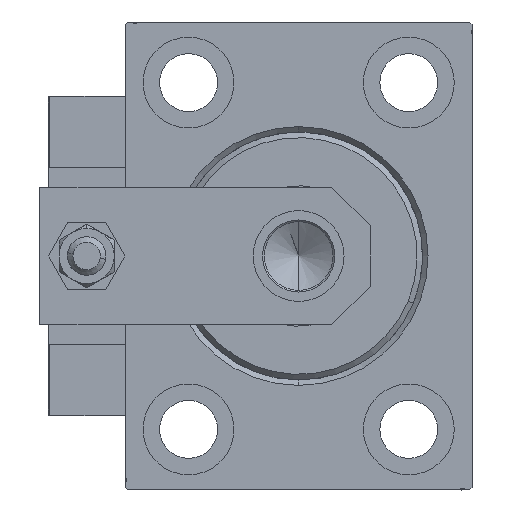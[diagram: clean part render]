
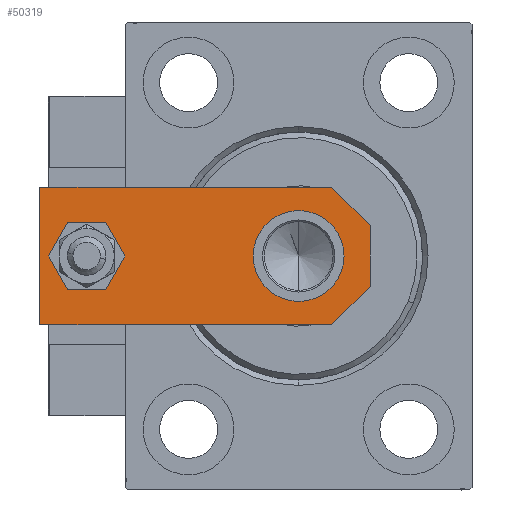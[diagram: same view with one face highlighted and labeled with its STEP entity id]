
A CAD part, left-side view. The second image highlights one B-rep face of the part: STEP entity #50319.
In plain terms, the highlighted face is planar.
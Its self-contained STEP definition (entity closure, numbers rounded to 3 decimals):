
#873 = DIRECTION ( 'NONE',  ( 0., 0., 1. ) ) ;
#1287 = DIRECTION ( 'NONE',  ( 1., 0., 0. ) ) ;
#2433 = ORIENTED_EDGE ( 'NONE', *, *, #32656, .T. ) ;
#2500 = VERTEX_POINT ( 'NONE', #50096 ) ;
#2903 = CARTESIAN_POINT ( 'NONE',  ( 12.5, 7., 6. ) ) ;
#3318 = CARTESIAN_POINT ( 'NONE',  ( 2.75, -2.75, 6. ) ) ;
#3960 = CARTESIAN_POINT ( 'NONE',  ( 8.25, 13., 6. ) ) ;
#4186 = VERTEX_POINT ( 'NONE', #2903 ) ;
#4321 = VERTEX_POINT ( 'NONE', #41613 ) ;
#4656 = CARTESIAN_POINT ( 'NONE',  ( 0., 13., 6. ) ) ;
#5231 = CARTESIAN_POINT ( 'NONE',  ( 0., 51.5, 6. ) ) ;
#5908 = DIRECTION ( 'NONE',  ( 1., 0., 0. ) ) ;
#5969 = DIRECTION ( 'NONE',  ( -1., 0., 0. ) ) ;
#7204 = ORIENTED_EDGE ( 'NONE', *, *, #36637, .T. ) ;
#7575 = EDGE_CURVE ( 'NONE', #10576, #2500, #14408, .T. ) ;
#7744 = DIRECTION ( 'NONE',  ( 1., 0., 0. ) ) ;
#10219 = EDGE_CURVE ( 'NONE', #18998, #18395, #16193, .T. ) ;
#10576 = VERTEX_POINT ( 'NONE', #3960 ) ;
#11104 = CARTESIAN_POINT ( 'NONE',  ( -12.5, 60., 6. ) ) ;
#12203 = DIRECTION ( 'NONE',  ( 0., 1., 0. ) ) ;
#12564 = CARTESIAN_POINT ( 'NONE',  ( 0., 0., 6. ) ) ;
#12921 = DIRECTION ( 'NONE',  ( 1., 0., 0. ) ) ;
#13855 = CARTESIAN_POINT ( 'NONE',  ( -12.5, 7., 6. ) ) ;
#14408 = CIRCLE ( 'NONE', #29953, 8.25 ) ;
#15162 = PLANE ( 'NONE',  #45085 ) ;
#15913 = CIRCLE ( 'NONE', #22438, 8.25 ) ;
#16193 = LINE ( 'NONE', #42850, #39843 ) ;
#16753 = ORIENTED_EDGE ( 'NONE', *, *, #42175, .F. ) ;
#16830 = ORIENTED_EDGE ( 'NONE', *, *, #48259, .F. ) ;
#18130 = VECTOR ( 'NONE', #5969, 1000. ) ;
#18257 = LINE ( 'NONE', #41841, #18130 ) ;
#18395 = VERTEX_POINT ( 'NONE', #25460 ) ;
#18615 = ORIENTED_EDGE ( 'NONE', *, *, #38763, .T. ) ;
#18989 = FACE_BOUND ( 'NONE', #48338, .T. ) ;
#18998 = VERTEX_POINT ( 'NONE', #20993 ) ;
#19712 = LINE ( 'NONE', #3318, #41886 ) ;
#20113 = VERTEX_POINT ( 'NONE', #48633 ) ;
#20280 = DIRECTION ( 'NONE',  ( 0., 0., 1. ) ) ;
#20993 = CARTESIAN_POINT ( 'NONE',  ( -5.5, 0., 6. ) ) ;
#22203 = AXIS2_PLACEMENT_3D ( 'NONE', #5231, #873, #12921 ) ;
#22284 = VERTEX_POINT ( 'NONE', #45708 ) ;
#22438 = AXIS2_PLACEMENT_3D ( 'NONE', #37182, #33836, #5908 ) ;
#22823 = FACE_OUTER_BOUND ( 'NONE', #32777, .T. ) ;
#22942 = VECTOR ( 'NONE', #42862, 1000. ) ;
#23010 = CIRCLE ( 'NONE', #22203, 4. ) ;
#24498 = CARTESIAN_POINT ( 'NONE',  ( 12.5, 0., 6. ) ) ;
#24603 = DIRECTION ( 'NONE',  ( 0., 0., 1. ) ) ;
#25182 = CARTESIAN_POINT ( 'NONE',  ( 0., 51.5, 6. ) ) ;
#25460 = CARTESIAN_POINT ( 'NONE',  ( 5.5, 0., 6. ) ) ;
#25577 = VECTOR ( 'NONE', #12203, 1000. ) ;
#26678 = FACE_BOUND ( 'NONE', #32801, .T. ) ;
#27223 = CARTESIAN_POINT ( 'NONE',  ( -2.75, -2.75, 6. ) ) ;
#27825 = VECTOR ( 'NONE', #49825, 1000. ) ;
#28119 = CIRCLE ( 'NONE', #37972, 4. ) ;
#28360 = LINE ( 'NONE', #24498, #25577 ) ;
#29953 = AXIS2_PLACEMENT_3D ( 'NONE', #4656, #20280, #35930 ) ;
#31112 = VERTEX_POINT ( 'NONE', #13855 ) ;
#32656 = EDGE_CURVE ( 'NONE', #20113, #31112, #34182, .T. ) ;
#32777 = EDGE_LOOP ( 'NONE', ( #2433, #34090, #43331, #7204, #18615, #43677 ) ) ;
#32801 = EDGE_LOOP ( 'NONE', ( #45629, #16830 ) ) ;
#33836 = DIRECTION ( 'NONE',  ( 0., 0., 1. ) ) ;
#34090 = ORIENTED_EDGE ( 'NONE', *, *, #49188, .T. ) ;
#34182 = LINE ( 'NONE', #11104, #27825 ) ;
#35358 = DIRECTION ( 'NONE',  ( 0.707, 0.707, 0. ) ) ;
#35930 = DIRECTION ( 'NONE',  ( 1., 0., 0. ) ) ;
#35966 = DIRECTION ( 'NONE',  ( 0., 0., 1. ) ) ;
#36332 = EDGE_CURVE ( 'NONE', #40191, #20113, #18257, .T. ) ;
#36637 = EDGE_CURVE ( 'NONE', #18395, #4186, #19712, .T. ) ;
#36727 = DIRECTION ( 'NONE',  ( 1., 0., 0. ) ) ;
#37182 = CARTESIAN_POINT ( 'NONE',  ( 0., 13., 6. ) ) ;
#37972 = AXIS2_PLACEMENT_3D ( 'NONE', #25182, #35966, #36727 ) ;
#38763 = EDGE_CURVE ( 'NONE', #4186, #40191, #28360, .T. ) ;
#39843 = VECTOR ( 'NONE', #7744, 1000. ) ;
#40191 = VERTEX_POINT ( 'NONE', #45449 ) ;
#40969 = EDGE_CURVE ( 'NONE', #4321, #22284, #28119, .T. ) ;
#41613 = CARTESIAN_POINT ( 'NONE',  ( -4., 51.5, 6. ) ) ;
#41841 = CARTESIAN_POINT ( 'NONE',  ( 12.5, 60., 6. ) ) ;
#41886 = VECTOR ( 'NONE', #35358, 1000. ) ;
#42175 = EDGE_CURVE ( 'NONE', #2500, #10576, #15913, .T. ) ;
#42619 = LINE ( 'NONE', #27223, #22942 ) ;
#42850 = CARTESIAN_POINT ( 'NONE',  ( -12.5, 0., 6. ) ) ;
#42862 = DIRECTION ( 'NONE',  ( 0.707, -0.707, 0. ) ) ;
#43331 = ORIENTED_EDGE ( 'NONE', *, *, #10219, .T. ) ;
#43677 = ORIENTED_EDGE ( 'NONE', *, *, #36332, .T. ) ;
#45085 = AXIS2_PLACEMENT_3D ( 'NONE', #12564, #24603, #1287 ) ;
#45253 = ORIENTED_EDGE ( 'NONE', *, *, #7575, .F. ) ;
#45449 = CARTESIAN_POINT ( 'NONE',  ( 12.5, 60., 6. ) ) ;
#45629 = ORIENTED_EDGE ( 'NONE', *, *, #40969, .F. ) ;
#45708 = CARTESIAN_POINT ( 'NONE',  ( 4., 51.5, 6. ) ) ;
#48259 = EDGE_CURVE ( 'NONE', #22284, #4321, #23010, .T. ) ;
#48338 = EDGE_LOOP ( 'NONE', ( #16753, #45253 ) ) ;
#48633 = CARTESIAN_POINT ( 'NONE',  ( -12.5, 60., 6. ) ) ;
#49188 = EDGE_CURVE ( 'NONE', #31112, #18998, #42619, .T. ) ;
#49825 = DIRECTION ( 'NONE',  ( 0., -1., 0. ) ) ;
#50096 = CARTESIAN_POINT ( 'NONE',  ( -8.25, 13., 6. ) ) ;
#50319 = ADVANCED_FACE ( 'NONE', ( #26678, #22823, #18989 ), #15162, .T. ) ;
